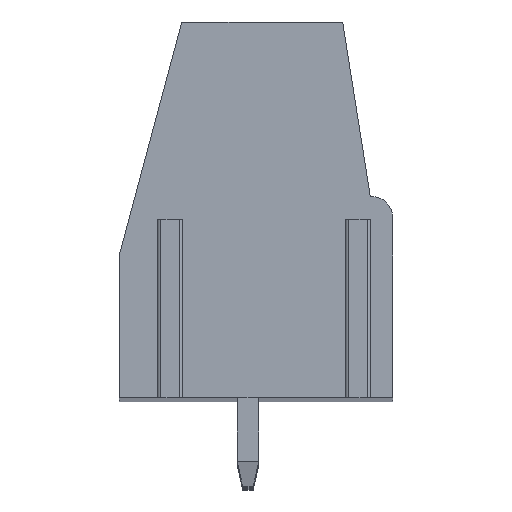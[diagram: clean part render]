
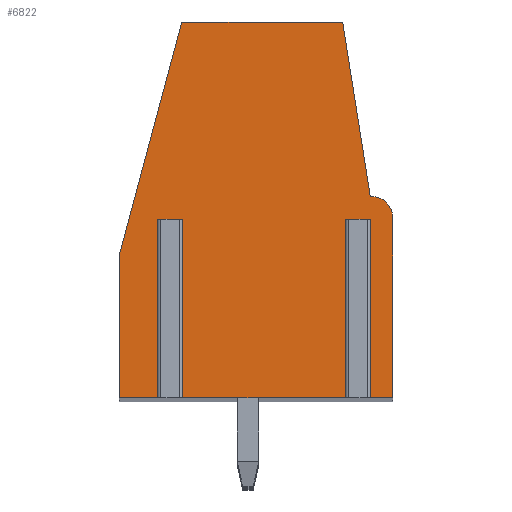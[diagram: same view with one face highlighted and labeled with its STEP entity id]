
A CAD part, top view. The second image highlights one B-rep face of the part: STEP entity #6822.
In plain terms, the highlighted planar face has unit normal (0, 0, 1).
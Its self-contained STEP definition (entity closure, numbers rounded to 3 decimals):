
#1044=DIRECTION('',(1.,0.,0.));
#1045=VECTOR('',#1044,0.57);
#1046=CARTESIAN_POINT('',(-3.485,-0.35,2.5));
#1047=LINE('',#1046,#1045);
#1048=DIRECTION('',(0.,1.,0.));
#1049=VECTOR('',#1048,6.65);
#1050=CARTESIAN_POINT('',(-3.485,-7.,2.5));
#1051=LINE('',#1050,#1049);
#1052=DIRECTION('',(1.,0.,0.));
#1053=VECTOR('',#1052,1.615);
#1054=CARTESIAN_POINT('',(-5.1,-7.,2.5));
#1055=LINE('',#1054,#1053);
#1056=DIRECTION('',(0.,-1.,0.));
#1057=VECTOR('',#1056,5.3);
#1058=CARTESIAN_POINT('',(-5.1,-1.7,2.5));
#1059=LINE('',#1058,#1057);
#1060=DIRECTION('',(-0.259,-0.966,0.));
#1061=VECTOR('',#1060,9.007);
#1062=CARTESIAN_POINT('',(-2.769,7.,2.5));
#1063=LINE('',#1062,#1061);
#1064=DIRECTION('',(-1.,0.,0.));
#1065=VECTOR('',#1064,6.);
#1066=CARTESIAN_POINT('',(3.231,7.,2.5));
#1067=LINE('',#1066,#1065);
#1068=DIRECTION('',(-0.156,0.988,0.));
#1069=VECTOR('',#1068,6.581);
#1070=CARTESIAN_POINT('',(4.261,0.5,2.5));
#1071=LINE('',#1070,#1069);
#1072=DIRECTION('',(-1.,0.,0.));
#1073=VECTOR('',#1072,0.039);
#1074=CARTESIAN_POINT('',(4.3,0.5,2.5));
#1075=LINE('',#1074,#1073);
#1076=CARTESIAN_POINT('',(4.3,-0.3,2.5));
#1077=DIRECTION('',(0.,0.,1.));
#1078=DIRECTION('',(1.,0.,0.));
#1079=AXIS2_PLACEMENT_3D('',#1076,#1077,#1078);
#1081=DIRECTION('',(0.,1.,0.));
#1082=VECTOR('',#1081,6.7);
#1083=CARTESIAN_POINT('',(5.1,-7.,2.5));
#1084=LINE('',#1083,#1082);
#1085=DIRECTION('',(1.,0.,0.));
#1086=VECTOR('',#1085,1.015);
#1087=CARTESIAN_POINT('',(4.085,-7.,2.5));
#1088=LINE('',#1087,#1086);
#1089=DIRECTION('',(0.,1.,0.));
#1090=VECTOR('',#1089,6.65);
#1091=CARTESIAN_POINT('',(4.085,-7.,2.5));
#1092=LINE('',#1091,#1090);
#1093=DIRECTION('',(1.,0.,0.));
#1094=VECTOR('',#1093,0.57);
#1095=CARTESIAN_POINT('',(3.515,-0.35,2.5));
#1096=LINE('',#1095,#1094);
#1097=DIRECTION('',(0.,1.,0.));
#1098=VECTOR('',#1097,6.65);
#1099=CARTESIAN_POINT('',(3.515,-7.,2.5));
#1100=LINE('',#1099,#1098);
#1101=DIRECTION('',(1.,0.,0.));
#1102=VECTOR('',#1101,6.43);
#1103=CARTESIAN_POINT('',(-2.915,-7.,2.5));
#1104=LINE('',#1103,#1102);
#1105=DIRECTION('',(0.,1.,0.));
#1106=VECTOR('',#1105,6.65);
#1107=CARTESIAN_POINT('',(-2.915,-7.,2.5));
#1108=LINE('',#1107,#1106);
#4567=CARTESIAN_POINT('',(-2.769,7.,2.5));
#4568=CARTESIAN_POINT('',(-5.1,-1.7,2.5));
#4569=VERTEX_POINT('',#4567);
#4570=VERTEX_POINT('',#4568);
#4571=CARTESIAN_POINT('',(-5.1,-7.,2.5));
#4572=VERTEX_POINT('',#4571);
#4573=CARTESIAN_POINT('',(5.1,-7.,2.5));
#4574=CARTESIAN_POINT('',(5.1,-0.3,2.5));
#4575=VERTEX_POINT('',#4573);
#4576=VERTEX_POINT('',#4574);
#4577=CARTESIAN_POINT('',(4.3,0.5,2.5));
#4578=VERTEX_POINT('',#4577);
#4579=CARTESIAN_POINT('',(4.261,0.5,2.5));
#4580=VERTEX_POINT('',#4579);
#4581=CARTESIAN_POINT('',(3.231,7.,2.5));
#4582=VERTEX_POINT('',#4581);
#4663=CARTESIAN_POINT('',(-3.485,-0.35,2.5));
#4664=CARTESIAN_POINT('',(-2.915,-0.35,2.5));
#4665=VERTEX_POINT('',#4663);
#4666=VERTEX_POINT('',#4664);
#4667=CARTESIAN_POINT('',(3.515,-0.35,2.5));
#4668=CARTESIAN_POINT('',(4.085,-0.35,2.5));
#4669=VERTEX_POINT('',#4667);
#4670=VERTEX_POINT('',#4668);
#4671=CARTESIAN_POINT('',(-2.915,-7.,2.5));
#4672=VERTEX_POINT('',#4671);
#4673=CARTESIAN_POINT('',(-3.485,-7.,2.5));
#4674=VERTEX_POINT('',#4673);
#4675=CARTESIAN_POINT('',(4.085,-7.,2.5));
#4676=VERTEX_POINT('',#4675);
#4677=CARTESIAN_POINT('',(3.515,-7.,2.5));
#4678=VERTEX_POINT('',#4677);
#6793=CARTESIAN_POINT('',(0.,0.,2.5));
#6794=DIRECTION('',(0.,0.,1.));
#6795=DIRECTION('',(1.,0.,0.));
#6796=AXIS2_PLACEMENT_3D('',#6793,#6794,#6795);
#6797=PLANE('',#6796);
#6799=ORIENTED_EDGE('',*,*,#6798,.F.);
#6801=ORIENTED_EDGE('',*,*,#6800,.F.);
#6802=ORIENTED_EDGE('',*,*,#6081,.F.);
#6803=ORIENTED_EDGE('',*,*,#6432,.F.);
#6804=ORIENTED_EDGE('',*,*,#6446,.F.);
#6805=ORIENTED_EDGE('',*,*,#6460,.F.);
#6806=ORIENTED_EDGE('',*,*,#6576,.F.);
#6807=ORIENTED_EDGE('',*,*,#6590,.F.);
#6808=ORIENTED_EDGE('',*,*,#6604,.F.);
#6809=ORIENTED_EDGE('',*,*,#6617,.F.);
#6810=ORIENTED_EDGE('',*,*,#6105,.F.);
#6812=ORIENTED_EDGE('',*,*,#6811,.T.);
#6814=ORIENTED_EDGE('',*,*,#6813,.F.);
#6816=ORIENTED_EDGE('',*,*,#6815,.F.);
#6817=ORIENTED_EDGE('',*,*,#6093,.F.);
#6819=ORIENTED_EDGE('',*,*,#6818,.T.);
#6820=EDGE_LOOP('',(#6799,#6801,#6802,#6803,#6804,#6805,#6806,#6807,#6808,#6809,
#6810,#6812,#6814,#6816,#6817,#6819));
#6821=FACE_OUTER_BOUND('',#6820,.F.);
#1080=CIRCLE('',#1079,0.8);
#6081=EDGE_CURVE('',#4572,#4674,#1055,.T.);
#6093=EDGE_CURVE('',#4672,#4678,#1104,.T.);
#6105=EDGE_CURVE('',#4676,#4575,#1088,.T.);
#6432=EDGE_CURVE('',#4570,#4572,#1059,.T.);
#6446=EDGE_CURVE('',#4569,#4570,#1063,.T.);
#6460=EDGE_CURVE('',#4582,#4569,#1067,.T.);
#6576=EDGE_CURVE('',#4580,#4582,#1071,.T.);
#6590=EDGE_CURVE('',#4578,#4580,#1075,.T.);
#6604=EDGE_CURVE('',#4576,#4578,#1080,.T.);
#6617=EDGE_CURVE('',#4575,#4576,#1084,.T.);
#6798=EDGE_CURVE('',#4665,#4666,#1047,.T.);
#6800=EDGE_CURVE('',#4674,#4665,#1051,.T.);
#6811=EDGE_CURVE('',#4676,#4670,#1092,.T.);
#6813=EDGE_CURVE('',#4669,#4670,#1096,.T.);
#6815=EDGE_CURVE('',#4678,#4669,#1100,.T.);
#6818=EDGE_CURVE('',#4672,#4666,#1108,.T.);
#6822=ADVANCED_FACE('',(#6821),#6797,.T.);
